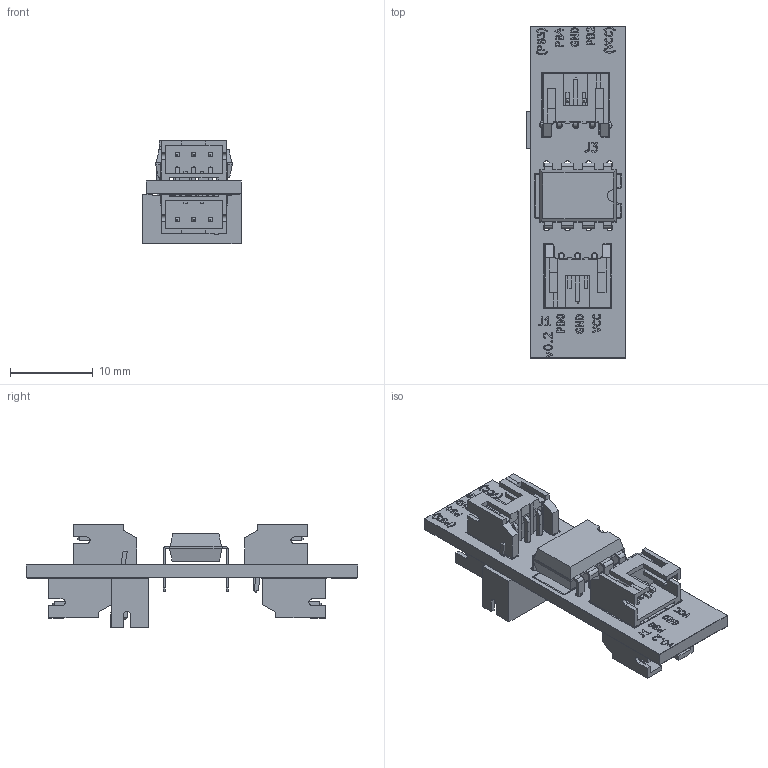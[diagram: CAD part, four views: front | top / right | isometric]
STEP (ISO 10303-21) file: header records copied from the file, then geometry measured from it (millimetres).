
FILE_DESCRIPTION(('KiCad electronic assembly'),'2;1');
FILE_NAME('Wand_Control_Board.step','2025-04-23T23:02:53',('Pcbnew'),( 'Kicad'),'Open CASCADE STEP processor 7.8','KiCad to STEP converter' ,'Unknown');
FILE_SCHEMA(('AUTOMOTIVE_DESIGN { 1 0 10303 214 1 1 1 1 }'));
Length unit declared in the file: millimetre
Products named in the file (8): Wand_Control_Board 1; JST_PH_S3B-PH-K_1x03_P2.00mm_Horizontal; DIP-8_W7.62mm; JST_PH_S2B-PH-K_1x02_P2.00mm_Horizontal; JST_PH_B5B-PH-K_1x05_P2.00mm_Vertical; Wand_Control_Board_silkscreen; Wand_Control_Board_soldermask; Wand_Control_Board_PCB
Assembly tree (9 placements, depth 2):
  Wand_Control_Board 1
    JST_PH_S3B-PH-K_1x03_P2.00mm_Horizontal  x3
    DIP-8_W7.62mm
    JST_PH_S2B-PH-K_1x02_P2.00mm_Horizontal
    JST_PH_B5B-PH-K_1x05_P2.00mm_Vertical
    Wand_Control_Board_silkscreen
    Wand_Control_Board_soldermask
    Wand_Control_Board_PCB
Bounding box: 11.95 x 40.1 x 12.53 mm (x, y, z)
Volume: 1482.5 mm3; surface area: 4315.7 mm2
Topology: 7 solids, 75 shells, 956 faces, 3888 edges, 3029 vertices
Faces by surface type: plane 866, cylinder 70, bspline 20
Full cylindrical faces by diameter (mm): 0.75 x13, 0.8 x8
Entity records: 36735 total; most frequent: CARTESIAN_POINT 6675, DIRECTION 4923, ORIENTED_EDGE 4743, EDGE_CURVE 3100, LINE 2563, VECTOR 2563, VERTEX_POINT 2517, AXIS2_PLACEMENT_3D 1180
